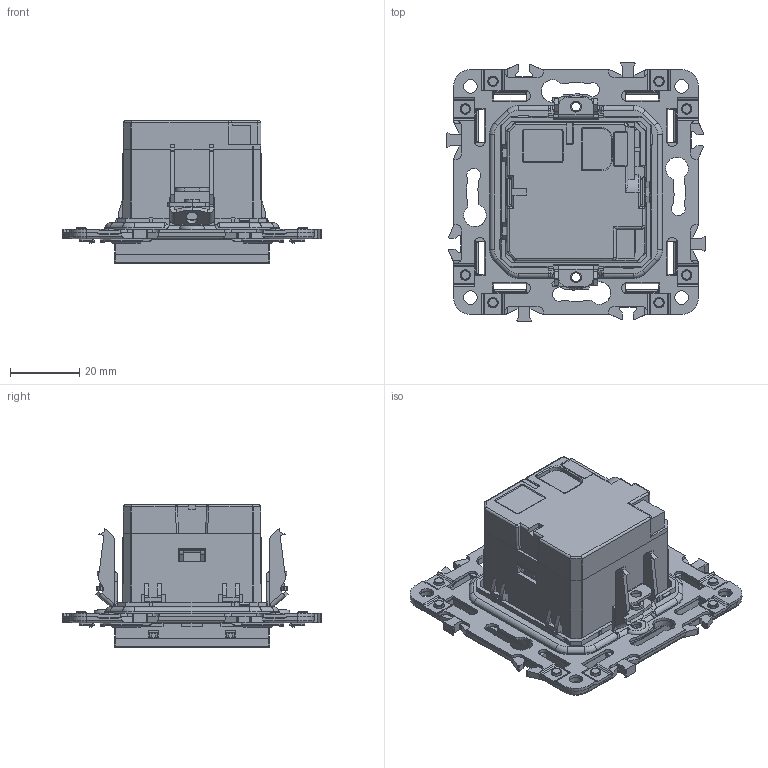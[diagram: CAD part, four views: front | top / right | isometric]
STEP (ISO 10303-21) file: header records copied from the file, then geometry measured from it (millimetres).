
FILE_DESCRIPTION (( 'STEP AP203' ), '1' );
FILE_NAME ('SKANDY Ðîç. USB A+A 3,1À.STEP', '2025-02-16T19:17:36', ( '' ), ( '' ), 'SwSTEP 2.0', 'SolidWorks 2022', '' );
FILE_SCHEMA (( 'CONFIG_CONTROL_DESIGN' ));
Length unit declared in the file: millimetre
Products named in the file (1): SKANDY Роз. USB A+A 3,1А
Bounding box: 74.7 x 74.7 x 41.15 mm (x, y, z)
Volume: 69669.2 mm3; surface area: 51352.3 mm2
Topology: 10 solids, 10 shells, 2722 faces, 7696 edges, 4944 vertices
Faces by surface type: plane 1563, cylinder 877, torus 135, cone 84, bspline 51, sphere 12
Entity records: 89003 total; most frequent: CARTESIAN_POINT 18325, ORIENTED_EDGE 15346, DIRECTION 14337, EDGE_CURVE 7673, VECTOR 5381, LINE 5381, VERTEX_POINT 4944, AXIS2_PLACEMENT_3D 4478
